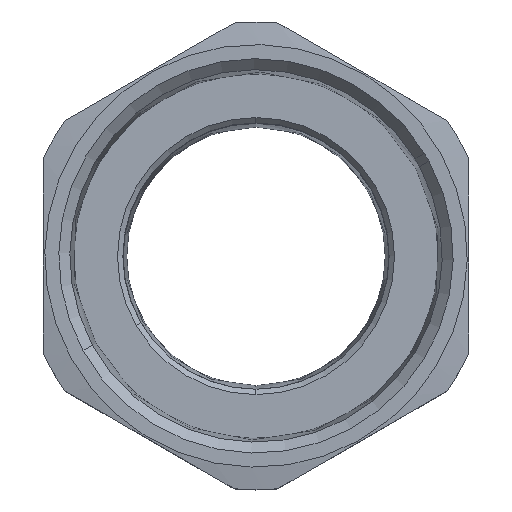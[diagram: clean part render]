
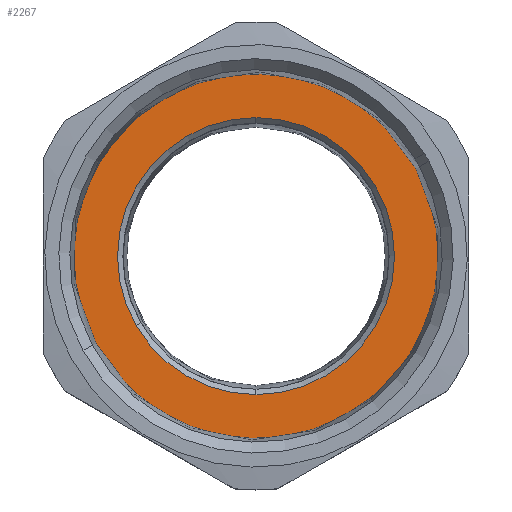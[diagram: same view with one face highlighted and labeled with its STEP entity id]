
A CAD part, top view. The second image highlights one B-rep face of the part: STEP entity #2267.
In plain terms, the highlighted planar face has unit normal (0, 0, 1).
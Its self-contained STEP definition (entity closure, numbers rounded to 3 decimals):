
#2169=AXIS2_PLACEMENT_3D('Circle Axis2P3D',#2167,#2168,$) ;
#2193=AXIS2_PLACEMENT_3D('Circle Axis2P3D',#2191,#2192,$) ;
#2235=AXIS2_PLACEMENT_3D('Plane Axis2P3D',#2232,#2233,#2234) ;
#2243=AXIS2_PLACEMENT_3D('Circle Axis2P3D',#2241,#2242,$) ;
#2252=AXIS2_PLACEMENT_3D('Circle Axis2P3D',#2250,#2251,$) ;
#2259=AXIS2_PLACEMENT_3D('Circle Axis2P3D',#2257,#2258,$) ;
#2164=CARTESIAN_POINT('Vertex',(70.094,60.44,59.75)) ;
#2167=CARTESIAN_POINT('Axis2P3D Location',(40.,44.,59.75)) ;
#2171=CARTESIAN_POINT('Vertex',(9.906,27.56,59.75)) ;
#2191=CARTESIAN_POINT('Axis2P3D Location',(40.,44.,59.75)) ;
#2232=CARTESIAN_POINT('Axis2P3D Location',(74.292,44.,59.75)) ;
#2241=CARTESIAN_POINT('Axis2P3D Location',(40.,44.,59.75)) ;
#2245=CARTESIAN_POINT('Vertex',(17.44,30.975,59.75)) ;
#2247=CARTESIAN_POINT('Vertex',(40.,17.95,59.75)) ;
#2250=CARTESIAN_POINT('Axis2P3D Location',(40.,44.,59.75)) ;
#2254=CARTESIAN_POINT('Vertex',(40.,70.05,59.75)) ;
#2257=CARTESIAN_POINT('Axis2P3D Location',(40.,44.,59.75)) ;
#2168=DIRECTION('Axis2P3D Direction',(0.,0.,1.)) ;
#2192=DIRECTION('Axis2P3D Direction',(0.,0.,1.)) ;
#2233=DIRECTION('Axis2P3D Direction',(0.,0.,1.)) ;
#2234=DIRECTION('Axis2P3D XDirection',(0.,1.,0.)) ;
#2242=DIRECTION('Axis2P3D Direction',(0.,0.,1.)) ;
#2251=DIRECTION('Axis2P3D Direction',(0.,0.,1.)) ;
#2258=DIRECTION('Axis2P3D Direction',(0.,0.,1.)) ;
#2238=ORIENTED_EDGE('',*,*,#2173,.T.) ;
#2239=ORIENTED_EDGE('',*,*,#2195,.T.) ;
#2263=ORIENTED_EDGE('',*,*,#2249,.F.) ;
#2264=ORIENTED_EDGE('',*,*,#2256,.F.) ;
#2265=ORIENTED_EDGE('',*,*,#2261,.F.) ;
#2266=FACE_BOUND('',#2262,.T.) ;
#2267=ADVANCED_FACE('Body',(#2240,#2266),#2236,.T.) ;
#2170=CIRCLE('generated circle',#2169,34.292) ;
#2194=CIRCLE('generated circle',#2193,34.292) ;
#2244=CIRCLE('generated circle',#2243,26.05) ;
#2253=CIRCLE('generated circle',#2252,26.05) ;
#2260=CIRCLE('generated circle',#2259,26.05) ;
#2173=EDGE_CURVE('',#2172,#2165,#2170,.T.) ;
#2195=EDGE_CURVE('',#2165,#2172,#2194,.T.) ;
#2249=EDGE_CURVE('',#2246,#2248,#2244,.T.) ;
#2256=EDGE_CURVE('',#2255,#2246,#2253,.T.) ;
#2261=EDGE_CURVE('',#2248,#2255,#2260,.T.) ;
#2237=EDGE_LOOP('',(#2238,#2239)) ;
#2262=EDGE_LOOP('',(#2263,#2264,#2265)) ;
#2240=FACE_OUTER_BOUND('',#2237,.T.) ;
#2236=PLANE('',#2235) ;
#2165=VERTEX_POINT('',#2164) ;
#2172=VERTEX_POINT('',#2171) ;
#2246=VERTEX_POINT('',#2245) ;
#2248=VERTEX_POINT('',#2247) ;
#2255=VERTEX_POINT('',#2254) ;
